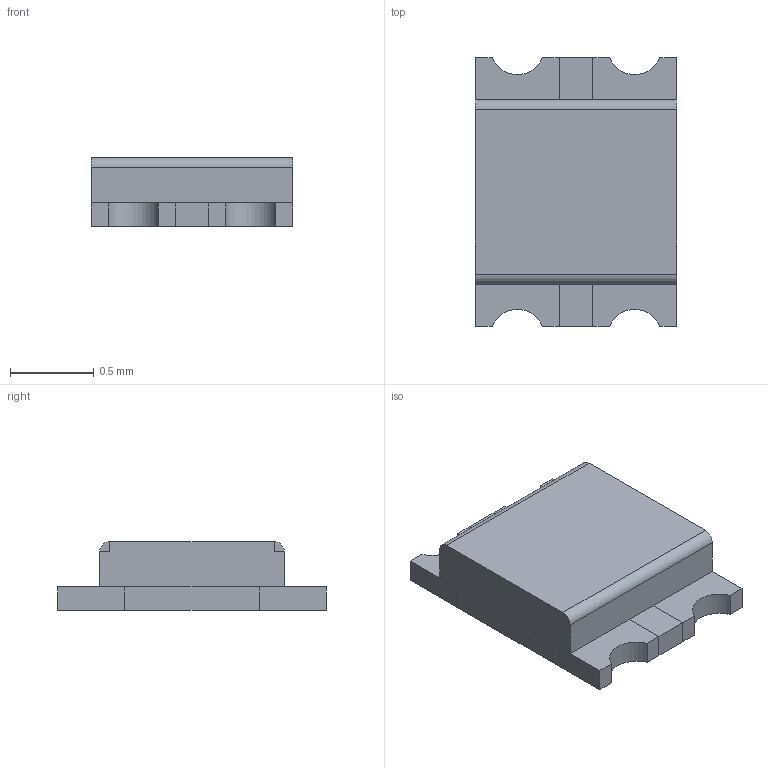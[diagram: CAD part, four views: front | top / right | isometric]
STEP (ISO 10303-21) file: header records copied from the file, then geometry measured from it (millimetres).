
FILE_DESCRIPTION(('FreeCAD Model'),'2;1');
FILE_NAME('Solid012_sp.step','2020-03-05T19:51:47',('kicad StepUp'),( 'ksu MCAD'),'Open CASCADE STEP processor 7.3','FreeCAD','Unknown');
FILE_SCHEMA(('AUTOMOTIVE_DESIGN { 1 0 10303 214 1 1 1 1 }'));
Length unit declared in the file: millimetre
Products named in the file (1): Solid012_sp
Bounding box: 1.2 x 1.6 x 0.41 mm (x, y, z)
Surface area: 13.2 mm2
Topology: 7 solids, 7 shells, 68 faces, 158 edges, 104 vertices
Faces by surface type: plane 54, bspline 8, cylinder 6
Entity records: 2540 total; most frequent: CARTESIAN_POINT 515, ORIENTED_EDGE 316, DIRECTION 292, EDGE_CURVE 158, LINE 146, VECTOR 146, VERTEX_POINT 104, AXIS2_PLACEMENT_3D 73
